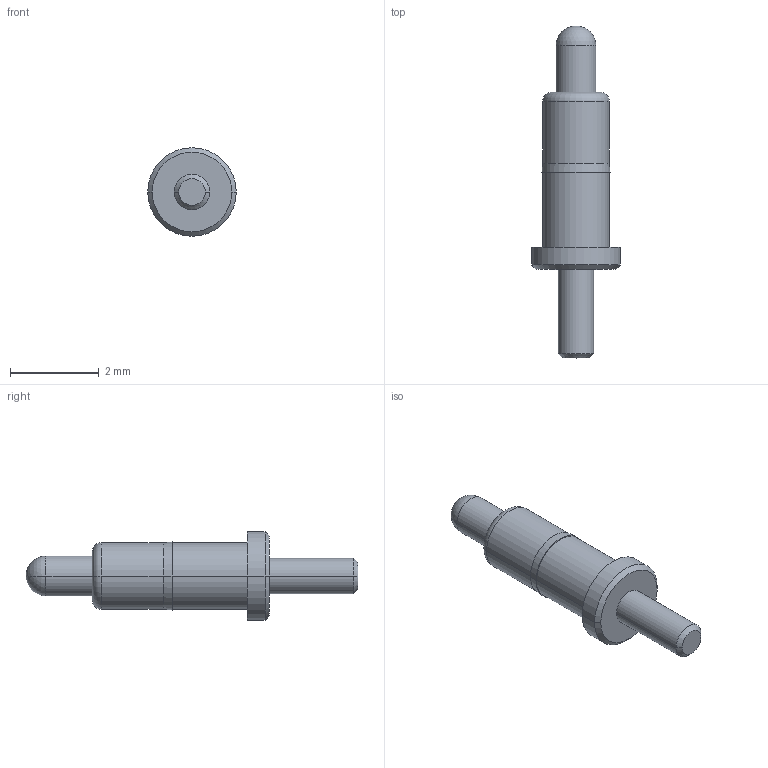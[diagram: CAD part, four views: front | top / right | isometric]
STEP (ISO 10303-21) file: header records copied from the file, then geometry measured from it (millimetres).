
FILE_DESCRIPTION((''),'2;1');
FILE_NAME('P70-2100045','2021-07-02T13:43:37',('rportlock'),(''),'CREO PARAMETRIC BY PTC INC, 2020154','CREO PARAMETRIC BY PTC INC, 2020154','');
FILE_SCHEMA(('CONFIG_CONTROL_DESIGN','SHAPE_APPEARANCE_LAYERS_GROUPS'));
Length unit declared in the file: millimetre
Products named in the file (1): P70-2100045
Bounding box: 2 x 7.5 x 2 mm (x, y, z)
Volume: 9.5 mm3; surface area: 33.7 mm2
Topology: 1 solids, 1 shells, 25 faces, 50 edges, 29 vertices
Faces by surface type: cylinder 10, cone 6, plane 5, torus 2, sphere 2
Entity records: 849 total; most frequent: DIRECTION 130, CARTESIAN_POINT 102, ORIENTED_EDGE 96, AXIS2_PLACEMENT_3D 57, PRESENTATION_STYLE_ASSIGNMENT 49, STYLED_ITEM 49, CURVE_STYLE 48, EDGE_CURVE 48
